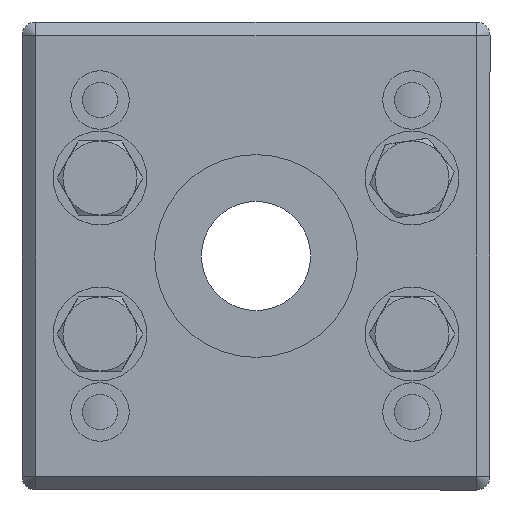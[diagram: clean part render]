
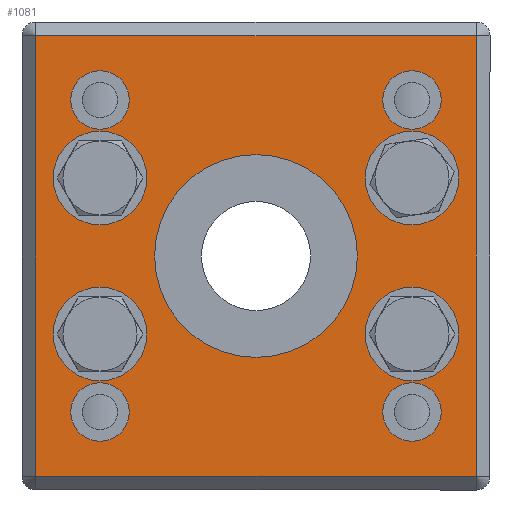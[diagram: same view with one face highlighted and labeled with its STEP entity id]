
A CAD part, front view. The second image highlights one B-rep face of the part: STEP entity #1081.
In plain terms, the highlighted face is planar.
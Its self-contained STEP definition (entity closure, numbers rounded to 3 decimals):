
#89=FACE_BOUND('',#357,.T.);
#90=FACE_BOUND('',#358,.T.);
#91=FACE_BOUND('',#359,.T.);
#92=FACE_BOUND('',#360,.T.);
#93=FACE_BOUND('',#361,.T.);
#94=FACE_BOUND('',#362,.T.);
#95=FACE_BOUND('',#363,.T.);
#96=FACE_BOUND('',#364,.T.);
#97=FACE_BOUND('',#365,.T.);
#190=CIRCLE('',#1171,26.);
#191=CIRCLE('',#1172,7.5);
#192=CIRCLE('',#1173,7.5);
#193=CIRCLE('',#1174,7.5);
#194=CIRCLE('',#1175,7.5);
#195=CIRCLE('',#1176,12.);
#196=CIRCLE('',#1177,12.);
#197=CIRCLE('',#1178,12.);
#198=CIRCLE('',#1179,12.);
#278=FACE_OUTER_BOUND('',#356,.T.);
#356=EDGE_LOOP('',(#832,#833,#834,#835));
#357=EDGE_LOOP('',(#836));
#358=EDGE_LOOP('',(#837));
#359=EDGE_LOOP('',(#838));
#360=EDGE_LOOP('',(#839));
#361=EDGE_LOOP('',(#840));
#362=EDGE_LOOP('',(#841));
#363=EDGE_LOOP('',(#842));
#364=EDGE_LOOP('',(#843));
#365=EDGE_LOOP('',(#844));
#489=LINE('',#1677,#529);
#495=LINE('',#1693,#535);
#499=LINE('',#1700,#539);
#503=LINE('',#1711,#543);
#529=VECTOR('',#1316,113.);
#535=VECTOR('',#1332,113.);
#539=VECTOR('',#1338,113.);
#543=VECTOR('',#1352,113.);
#569=VERTEX_POINT('',#1674);
#570=VERTEX_POINT('',#1676);
#575=VERTEX_POINT('',#1691);
#576=VERTEX_POINT('',#1696);
#585=VERTEX_POINT('',#1731);
#586=VERTEX_POINT('',#1733);
#587=VERTEX_POINT('',#1735);
#588=VERTEX_POINT('',#1737);
#589=VERTEX_POINT('',#1739);
#590=VERTEX_POINT('',#1741);
#591=VERTEX_POINT('',#1743);
#592=VERTEX_POINT('',#1745);
#593=VERTEX_POINT('',#1747);
#665=EDGE_CURVE('',#569,#570,#489,.T.);
#673=EDGE_CURVE('',#575,#569,#495,.T.);
#677=EDGE_CURVE('',#570,#576,#499,.T.);
#683=EDGE_CURVE('',#576,#575,#503,.T.);
#693=EDGE_CURVE('',#585,#585,#190,.T.);
#694=EDGE_CURVE('',#586,#586,#191,.T.);
#695=EDGE_CURVE('',#587,#587,#192,.T.);
#696=EDGE_CURVE('',#588,#588,#193,.T.);
#697=EDGE_CURVE('',#589,#589,#194,.T.);
#698=EDGE_CURVE('',#590,#590,#195,.T.);
#699=EDGE_CURVE('',#591,#591,#196,.T.);
#700=EDGE_CURVE('',#592,#592,#197,.T.);
#701=EDGE_CURVE('',#593,#593,#198,.T.);
#832=ORIENTED_EDGE('',*,*,#665,.F.);
#833=ORIENTED_EDGE('',*,*,#673,.F.);
#834=ORIENTED_EDGE('',*,*,#683,.F.);
#835=ORIENTED_EDGE('',*,*,#677,.F.);
#836=ORIENTED_EDGE('',*,*,#693,.T.);
#837=ORIENTED_EDGE('',*,*,#694,.T.);
#838=ORIENTED_EDGE('',*,*,#695,.T.);
#839=ORIENTED_EDGE('',*,*,#696,.T.);
#840=ORIENTED_EDGE('',*,*,#697,.T.);
#841=ORIENTED_EDGE('',*,*,#698,.T.);
#842=ORIENTED_EDGE('',*,*,#699,.T.);
#843=ORIENTED_EDGE('',*,*,#700,.T.);
#844=ORIENTED_EDGE('',*,*,#701,.T.);
#1042=PLANE('',#1170);
#1081=ADVANCED_FACE('',(#278,#89,#90,#91,#92,#93,#94,#95,#96,#97),#1042,
 .T.);
#1170=AXIS2_PLACEMENT_3D('',#1730,#1372,#1373);
#1171=AXIS2_PLACEMENT_3D('',#1732,#1374,#1375);
#1172=AXIS2_PLACEMENT_3D('',#1734,#1376,#1377);
#1173=AXIS2_PLACEMENT_3D('',#1736,#1378,#1379);
#1174=AXIS2_PLACEMENT_3D('',#1738,#1380,#1381);
#1175=AXIS2_PLACEMENT_3D('',#1740,#1382,#1383);
#1176=AXIS2_PLACEMENT_3D('',#1742,#1384,#1385);
#1177=AXIS2_PLACEMENT_3D('',#1744,#1386,#1387);
#1178=AXIS2_PLACEMENT_3D('',#1746,#1388,#1389);
#1179=AXIS2_PLACEMENT_3D('',#1748,#1390,#1391);
#1316=DIRECTION('',(0.,1.,0.));
#1332=DIRECTION('',(-1.,0.,0.));
#1338=DIRECTION('',(1.,0.,0.));
#1352=DIRECTION('',(0.,-1.,0.));
#1372=DIRECTION('center_axis',(0.,0.,1.));
#1373=DIRECTION('ref_axis',(1.,0.,0.));
#1374=DIRECTION('center_axis',(0.,0.,-1.));
#1375=DIRECTION('ref_axis',(1.,0.,0.));
#1376=DIRECTION('center_axis',(0.,0.,-1.));
#1377=DIRECTION('ref_axis',(1.,0.,0.));
#1378=DIRECTION('center_axis',(0.,0.,-1.));
#1379=DIRECTION('ref_axis',(1.,0.,0.));
#1380=DIRECTION('center_axis',(0.,0.,-1.));
#1381=DIRECTION('ref_axis',(1.,0.,0.));
#1382=DIRECTION('center_axis',(0.,0.,-1.));
#1383=DIRECTION('ref_axis',(1.,0.,0.));
#1384=DIRECTION('center_axis',(0.,0.,-1.));
#1385=DIRECTION('ref_axis',(1.,0.,0.));
#1386=DIRECTION('center_axis',(0.,0.,-1.));
#1387=DIRECTION('ref_axis',(1.,0.,0.));
#1388=DIRECTION('center_axis',(0.,0.,-1.));
#1389=DIRECTION('ref_axis',(1.,0.,0.));
#1390=DIRECTION('center_axis',(0.,0.,-1.));
#1391=DIRECTION('ref_axis',(1.,0.,0.));
#1674=CARTESIAN_POINT('',(-56.5,-56.5,15.));
#1676=CARTESIAN_POINT('',(-56.5,56.5,15.));
#1677=CARTESIAN_POINT('',(-56.5,-30.,15.));
#1691=CARTESIAN_POINT('',(56.5,-56.5,15.));
#1693=CARTESIAN_POINT('',(30.,-56.5,15.));
#1696=CARTESIAN_POINT('',(56.5,56.5,15.));
#1700=CARTESIAN_POINT('',(-30.,56.5,15.));
#1711=CARTESIAN_POINT('',(56.5,30.,15.));
#1730=CARTESIAN_POINT('Origin',(0.,0.,
15.));
#1731=CARTESIAN_POINT('',(26.,0.,15.));
#1732=CARTESIAN_POINT('Origin',(0.,0.,15.));
#1733=CARTESIAN_POINT('',(-32.5,-40.,15.));
#1734=CARTESIAN_POINT('Origin',(-40.,-40.,15.));
#1735=CARTESIAN_POINT('',(47.5,40.,15.));
#1736=CARTESIAN_POINT('Origin',(40.,40.,15.));
#1737=CARTESIAN_POINT('',(-32.5,40.,15.));
#1738=CARTESIAN_POINT('Origin',(-40.,40.,15.));
#1739=CARTESIAN_POINT('',(47.5,-40.,15.));
#1740=CARTESIAN_POINT('Origin',(40.,-40.,15.));
#1741=CARTESIAN_POINT('',(-8.,-40.,15.));
#1742=CARTESIAN_POINT('Origin',(-20.,-40.,15.));
#1743=CARTESIAN_POINT('',(32.,40.,15.));
#1744=CARTESIAN_POINT('Origin',(20.,40.,15.));
#1745=CARTESIAN_POINT('',(-8.,40.,15.));
#1746=CARTESIAN_POINT('Origin',(-20.,40.,15.));
#1747=CARTESIAN_POINT('',(32.,-40.,15.));
#1748=CARTESIAN_POINT('Origin',(20.,-40.,15.));
